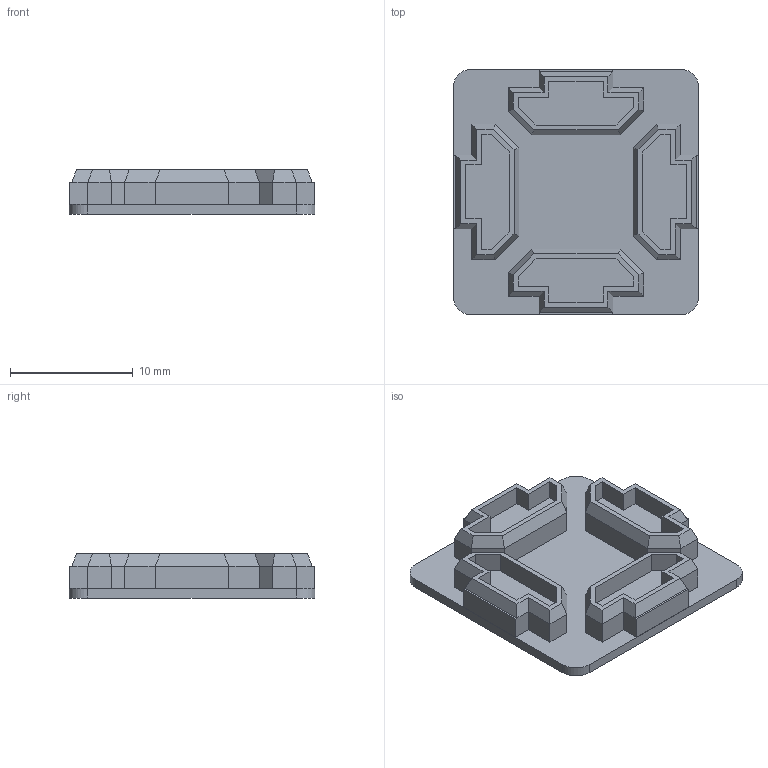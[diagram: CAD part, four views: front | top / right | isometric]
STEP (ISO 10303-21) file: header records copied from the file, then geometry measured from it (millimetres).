
FILE_DESCRIPTION(/* description */ (''),/* implementation_level */ '2;1');
FILE_NAME(/* name */ '2020 Endcap STEP.step',/* time_stamp */ '2018-06-03T10:29:02+02:00',/* author */ ('wackendi'),/* organization */ (''),/* preprocessor_version */ 'ST-DEVELOPER v17',/* originating_system */ 'Autodesk Translation Framework v7.1.0.215',/* authorisation */ '');
FILE_SCHEMA (('AUTOMOTIVE_DESIGN { 1 0 10303 214 3 1 1 }'));
Length unit declared in the file: millimetre
Products named in the file (1): 2020 Profil
Bounding box: 20 x 20 x 3.6 mm (x, y, z)
Volume: 666.1 mm3; surface area: 1691.6 mm2
Topology: 5 solids, 5 shells, 146 faces, 356 edges, 224 vertices
Faces by surface type: plane 142, cylinder 4
Entity records: 4180 total; most frequent: CARTESIAN_POINT 727, ORIENTED_EDGE 712, DIRECTION 658, EDGE_CURVE 356, LINE 348, VECTOR 348, VERTEX_POINT 224, AXIS2_PLACEMENT_3D 155
